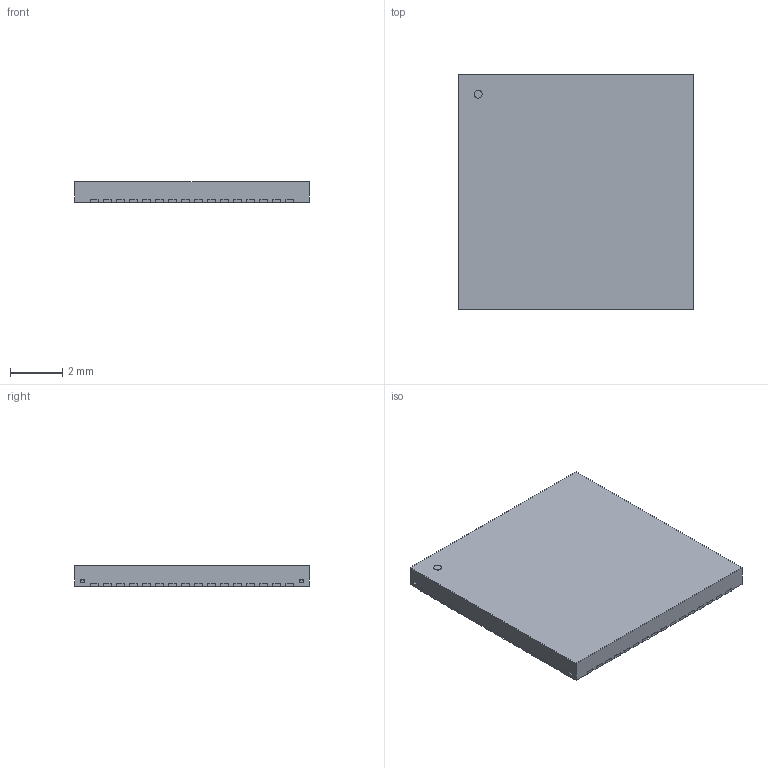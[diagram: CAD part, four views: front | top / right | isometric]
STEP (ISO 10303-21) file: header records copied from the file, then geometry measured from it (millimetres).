
FILE_DESCRIPTION (( 'STEP AP214' ), '1' );
FILE_NAME ('User Library-WQFN-64.STEP', '2015-07-27T07:28:35', ( 'Windows User' ), ( '' ), 'SwSTEP 2.0', 'SolidWorks 2015', '' );
FILE_SCHEMA (( 'AUTOMOTIVE_DESIGN' ));
Length unit declared in the file: millimetre
Products named in the file (1): User Library-WQFN-64
Bounding box: 9.02 x 9.02 x 0.8 mm (x, y, z)
Volume: 64.6 mm3; surface area: 192.2 mm2
Topology: 1 solids, 1 shells, 435 faces, 1281 edges, 854 vertices
Faces by surface type: plane 353, cylinder 82
Entity records: 19158 total; most frequent: CARTESIAN_POINT 2571, ORIENTED_EDGE 2562, DIRECTION 2317, EDGE_CURVE 1281, LINE 1117, VECTOR 1117, VERTEX_POINT 854, AXIS2_PLACEMENT_3D 600
